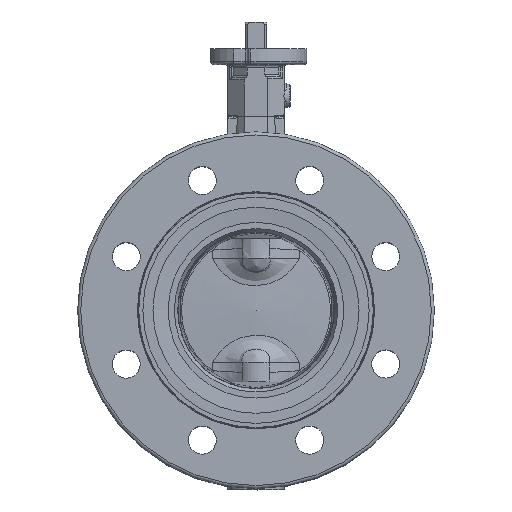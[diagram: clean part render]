
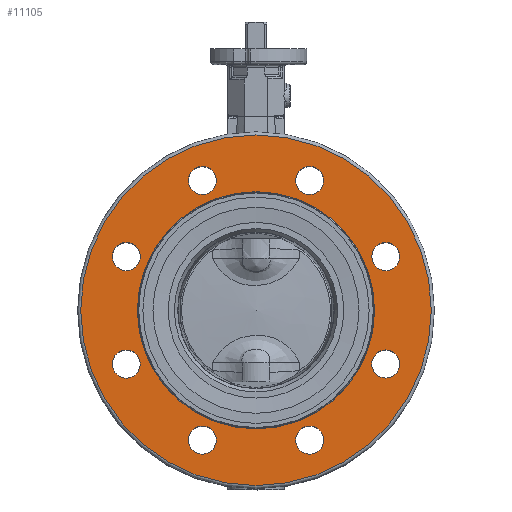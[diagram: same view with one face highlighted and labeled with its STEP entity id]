
A CAD part, top view. The second image highlights one B-rep face of the part: STEP entity #11105.
In plain terms, the highlighted planar face has unit normal (0, 0, 1).
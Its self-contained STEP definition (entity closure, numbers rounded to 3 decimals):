
#10373=CARTESIAN_POINT('',(-28.078,89.513,60.5));
#10374=VERTEX_POINT('',#10373);
#10375=CARTESIAN_POINT('',(-34.442,83.149,60.5));
#10376=DIRECTION('',(0.0,0.0,-1.0));
#10377=DIRECTION('',(-0.707,-0.707,0.0));
#10378=AXIS2_PLACEMENT_3D('',#10375,#10376,#10377);
#10379=CIRCLE('',#10378,9.0);
#10380=EDGE_CURVE('',#10374,#10374,#10379,.T.);
#10429=CARTESIAN_POINT('',(-83.149,43.442,60.5));
#10430=VERTEX_POINT('',#10429);
#10431=CARTESIAN_POINT('',(-83.149,34.442,60.5));
#10432=DIRECTION('',(0.0,0.0,-1.0));
#10433=DIRECTION('',(0.0,-1.0,0.0));
#10434=AXIS2_PLACEMENT_3D('',#10431,#10432,#10433);
#10435=CIRCLE('',#10434,9.0);
#10436=EDGE_CURVE('',#10430,#10430,#10435,.T.);
#10485=CARTESIAN_POINT('',(-89.513,-28.078,60.5));
#10486=VERTEX_POINT('',#10485);
#10487=CARTESIAN_POINT('',(-83.149,-34.442,60.5));
#10488=DIRECTION('',(0.0,0.0,-1.));
#10489=DIRECTION('',(0.707,-0.707,0.0));
#10490=AXIS2_PLACEMENT_3D('',#10487,#10488,#10489);
#10491=CIRCLE('',#10490,9.0);
#10492=EDGE_CURVE('',#10486,#10486,#10491,.T.);
#10541=CARTESIAN_POINT('',(-43.442,-83.149,60.5));
#10542=VERTEX_POINT('',#10541);
#10543=CARTESIAN_POINT('',(-34.442,-83.149,60.5));
#10544=DIRECTION('',(0.0,0.0,-1.0));
#10545=DIRECTION('',(1.0,0.0,0.0));
#10546=AXIS2_PLACEMENT_3D('',#10543,#10544,#10545);
#10547=CIRCLE('',#10546,9.0);
#10548=EDGE_CURVE('',#10542,#10542,#10547,.T.);
#10597=CARTESIAN_POINT('',(28.078,-89.513,60.5));
#10598=VERTEX_POINT('',#10597);
#10599=CARTESIAN_POINT('',(34.442,-83.149,60.5));
#10600=DIRECTION('',(0.0,0.0,-1.));
#10601=DIRECTION('',(0.707,0.707,0.0));
#10602=AXIS2_PLACEMENT_3D('',#10599,#10600,#10601);
#10603=CIRCLE('',#10602,9.0);
#10604=EDGE_CURVE('',#10598,#10598,#10603,.T.);
#10653=CARTESIAN_POINT('',(83.149,-43.442,60.5));
#10654=VERTEX_POINT('',#10653);
#10655=CARTESIAN_POINT('',(83.149,-34.442,60.5));
#10656=DIRECTION('',(0.0,0.0,-1.0));
#10657=DIRECTION('',(0.0,1.0,0.0));
#10658=AXIS2_PLACEMENT_3D('',#10655,#10656,#10657);
#10659=CIRCLE('',#10658,9.0);
#10660=EDGE_CURVE('',#10654,#10654,#10659,.T.);
#10709=CARTESIAN_POINT('',(89.513,28.078,60.5));
#10710=VERTEX_POINT('',#10709);
#10711=CARTESIAN_POINT('',(83.149,34.442,60.5));
#10712=DIRECTION('',(0.0,0.0,-1.0));
#10713=DIRECTION('',(-0.707,0.707,0.0));
#10714=AXIS2_PLACEMENT_3D('',#10711,#10712,#10713);
#10715=CIRCLE('',#10714,9.0);
#10716=EDGE_CURVE('',#10710,#10710,#10715,.T.);
#10765=CARTESIAN_POINT('',(43.442,83.149,60.5));
#10766=VERTEX_POINT('',#10765);
#10767=CARTESIAN_POINT('',(34.442,83.149,60.5));
#10768=DIRECTION('',(0.0,0.0,-1.0));
#10769=DIRECTION('',(-1.0,0.0,0.0));
#10770=AXIS2_PLACEMENT_3D('',#10767,#10768,#10769);
#10771=CIRCLE('',#10770,9.0);
#10772=EDGE_CURVE('',#10766,#10766,#10771,.T.);
#11009=CARTESIAN_POINT('',(-75.95,0.,60.5));
#11010=VERTEX_POINT('',#11009);
#11011=CARTESIAN_POINT('',(0.0,0.0,60.5));
#11012=DIRECTION('',(0.0,0.0,1.0));
#11013=DIRECTION('',(1.0,0.0,0.0));
#11014=AXIS2_PLACEMENT_3D('',#11011,#11012,#11013);
#11015=CIRCLE('',#11014,75.95);
#11016=EDGE_CURVE('',#11010,#11010,#11015,.T.);
#11062=CARTESIAN_POINT('',(0.0,0.0,60.5));
#11063=DIRECTION('',(0.0,0.0,1.0));
#11064=DIRECTION('',(1.0,0.0,0.0));
#11065=AXIS2_PLACEMENT_3D('',#11062,#11063,#11064);
#11066=PLANE('',#11065);
#11067=CARTESIAN_POINT('',(112.3,0.,60.5));
#11068=VERTEX_POINT('',#11067);
#11069=CARTESIAN_POINT('',(0.0,0.0,60.5));
#11070=DIRECTION('',(0.0,0.0,-1.0));
#11071=DIRECTION('',(-1.0,0.0,0.0));
#11072=AXIS2_PLACEMENT_3D('',#11069,#11070,#11071);
#11073=CIRCLE('',#11072,112.3);
#11074=EDGE_CURVE('',#11068,#11068,#11073,.T.);
#11075=ORIENTED_EDGE('',*,*,#11074,.F.);
#11076=EDGE_LOOP('',(#11075));
#11077=FACE_OUTER_BOUND('',#11076,.T.);
#11078=ORIENTED_EDGE('',*,*,#10380,.T.);
#11079=EDGE_LOOP('',(#11078));
#11080=FACE_BOUND('',#11079,.T.);
#11081=ORIENTED_EDGE('',*,*,#10436,.T.);
#11082=EDGE_LOOP('',(#11081));
#11083=FACE_BOUND('',#11082,.T.);
#11084=ORIENTED_EDGE('',*,*,#10492,.T.);
#11085=EDGE_LOOP('',(#11084));
#11086=FACE_BOUND('',#11085,.T.);
#11087=ORIENTED_EDGE('',*,*,#10548,.T.);
#11088=EDGE_LOOP('',(#11087));
#11089=FACE_BOUND('',#11088,.T.);
#11090=ORIENTED_EDGE('',*,*,#10604,.T.);
#11091=EDGE_LOOP('',(#11090));
#11092=FACE_BOUND('',#11091,.T.);
#11093=ORIENTED_EDGE('',*,*,#10660,.T.);
#11094=EDGE_LOOP('',(#11093));
#11095=FACE_BOUND('',#11094,.T.);
#11096=ORIENTED_EDGE('',*,*,#10716,.T.);
#11097=EDGE_LOOP('',(#11096));
#11098=FACE_BOUND('',#11097,.T.);
#11099=ORIENTED_EDGE('',*,*,#10772,.T.);
#11100=EDGE_LOOP('',(#11099));
#11101=FACE_BOUND('',#11100,.T.);
#11102=ORIENTED_EDGE('',*,*,#11016,.F.);
#11103=EDGE_LOOP('',(#11102));
#11104=FACE_BOUND('',#11103,.T.);
#11105=ADVANCED_FACE('',(#11077,#11080,#11083,#11086,#11089,#11092,#11095,#11098,#11101,#11104),#11066,.T.);
